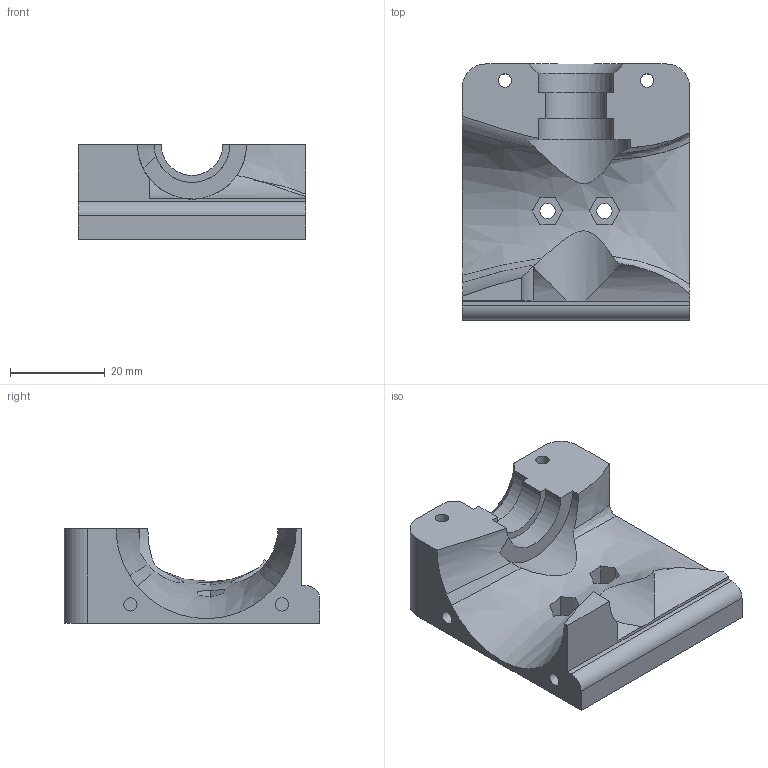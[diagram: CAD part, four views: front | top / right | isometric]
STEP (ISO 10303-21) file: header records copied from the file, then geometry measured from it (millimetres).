
FILE_DESCRIPTION(('FreeCAD Model'),'2;1');
FILE_NAME('Open CASCADE Shape Model','2022-02-25T20:55:01',('Author'),( ''),'Open CASCADE STEP processor 7.5','FreeCAD','Unknown');
FILE_SCHEMA(('AUTOMOTIVE_DESIGN { 1 0 10303 214 1 1 1 1 }'));
Length unit declared in the file: millimetre
Products named in the file (1): hotend.bowden.holder
Bounding box: 48 x 54 x 20 mm (x, y, z)
Volume: 28175.1 mm3; surface area: 9184 mm2
Topology: 1 solids, 1 shells, 56 faces, 150 edges, 100 vertices
Faces by surface type: plane 30, cylinder 16, bspline 9, cone 1
Full cylindrical faces by diameter (mm): 2.8 x4, 3.2 x2
Entity records: 5271 total; most frequent: CARTESIAN_POINT 2516, DIRECTION 408, ORIENTED_EDGE 300, PCURVE 300, DEFINITIONAL_REPRESENTATION 300, LINE 230, VECTOR 230, B_SPLINE_CURVE_WITH_KNOTS 161
